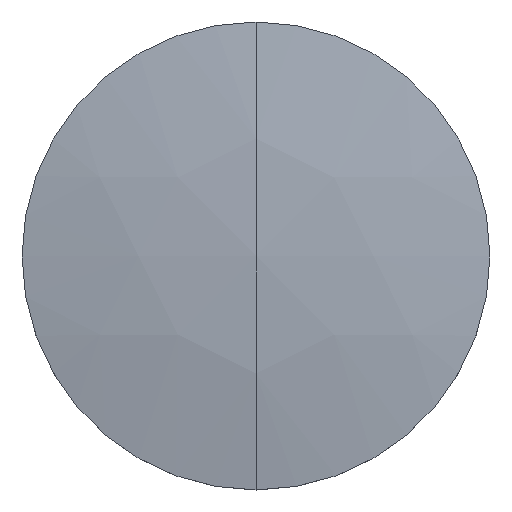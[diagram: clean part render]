
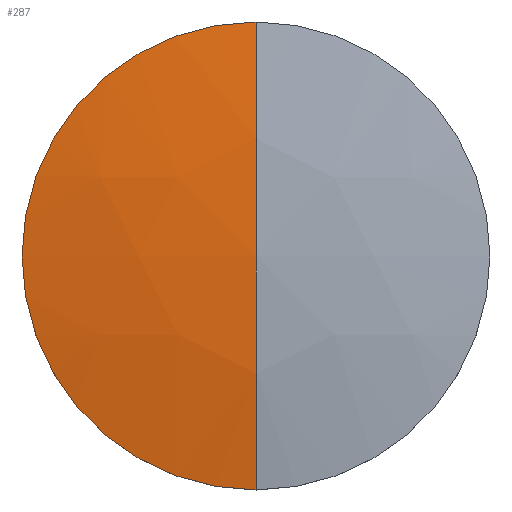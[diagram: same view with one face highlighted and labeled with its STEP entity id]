
A CAD part, top view. The second image highlights one B-rep face of the part: STEP entity #287.
In plain terms, the highlighted free-form (B-spline) face has degree [3, 3] with [4, 4] control points.
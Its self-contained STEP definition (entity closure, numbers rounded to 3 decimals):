
#6 = DIRECTION ( 'NONE',  ( 0., 0., -1. ) ) ;
#8 = DIRECTION ( 'NONE',  ( -1., 0., 0. ) ) ;
#19 = CARTESIAN_POINT ( 'NONE',  ( 0., -4.332, 4.397 ) ) ;
#41 = CARTESIAN_POINT ( 'NONE',  ( 0., 4.332, 4.397 ) ) ;
#53 = CIRCLE ( 'NONE', #232, 12.7 ) ;
#55 = CARTESIAN_POINT ( 'NONE',  ( -12.847, 4.332, 3.227 ) ) ;
#73 = ORIENTED_EDGE ( 'NONE', *, *, #123, .F. ) ;
#74 = CARTESIAN_POINT ( 'NONE',  ( -4.217, 12.851, 2.823 ) ) ;
#76 = DIRECTION ( 'NONE',  ( 0., 0., -1. ) ) ;
#89 = CIRCLE ( 'NONE', #280, 70.76 ) ;
#91 = EDGE_CURVE ( 'NONE', #192, #226, #89, .T. ) ;
#104 = CARTESIAN_POINT ( 'NONE',  ( -12.563, 12.851, 1.68 ) ) ;
#107 = VERTEX_POINT ( 'NONE', #126 ) ;
#123 = EDGE_CURVE ( 'NONE', #192, #107, #250, .T. ) ;
#126 = CARTESIAN_POINT ( 'NONE',  ( -12.7, 0., 2.851 ) ) ;
#132 = CARTESIAN_POINT ( 'NONE',  ( -8.416, -12.851, 2.441 ) ) ;
#150 = EDGE_LOOP ( 'NONE', ( #73, #204, #163 ) ) ;
#152 = DIRECTION ( 'NONE',  ( 1., 0., 0. ) ) ;
#155 = AXIS2_PLACEMENT_3D ( 'NONE', #240, #6, #152 ) ;
#156 = CARTESIAN_POINT ( 'NONE',  ( -4.312, 4.332, 4.397 ) ) ;
#163 = ORIENTED_EDGE ( 'NONE', *, *, #270, .F. ) ;
#173 = CARTESIAN_POINT ( 'NONE',  ( -8.606, -4.332, 4.006 ) ) ;
#192 = VERTEX_POINT ( 'NONE', #283 ) ;
#194 = DIRECTION ( 'NONE',  ( 0., -1., 0. ) ) ;
#201 = CARTESIAN_POINT ( 'NONE',  ( -8.606, 4.332, 4.006 ) ) ;
#203 = CARTESIAN_POINT ( 'NONE',  ( -4.217, -12.851, 2.823 ) ) ;
#204 = ORIENTED_EDGE ( 'NONE', *, *, #91, .T. ) ;
#205 = CARTESIAN_POINT ( 'NONE',  ( 0., -12.851, 2.823 ) ) ;
#212 = FACE_OUTER_BOUND ( 'NONE', #150, .T. ) ;
#218 = CARTESIAN_POINT ( 'NONE',  ( 0., 0., -66.76 ) ) ;
#223 = CARTESIAN_POINT ( 'NONE',  ( 0., 12.851, 2.823 ) ) ;
#224 = CARTESIAN_POINT ( 'NONE',  ( 0., 0., 2.851 ) ) ;
#226 = VERTEX_POINT ( 'NONE', #266 ) ;
#232 = AXIS2_PLACEMENT_3D ( 'NONE', #224, #76, #268 ) ;
#235 =( BOUNDED_SURFACE ( )  B_SPLINE_SURFACE ( 3, 3, ( 
 ( #205, #203, #132, #288 ),
 ( #19, #269, #173, #289 ),
 ( #41, #156, #201, #55 ),
 ( #223, #74, #241, #104 ) ),
 .UNSPECIFIED., .F., .F., .T. ) 
 B_SPLINE_SURFACE_WITH_KNOTS ( ( 4, 4 ),
 ( 4, 4 ),
 ( 0., 1. ),
 ( 0., 1. ),
 .UNSPECIFIED. ) 
 GEOMETRIC_REPRESENTATION_ITEM ( )  RATIONAL_B_SPLINE_SURFACE ( (
 ( 1., 0.997, 0.997, 1.),
 ( 0.989, 0.986, 0.986, 0.989),
 ( 0.989, 0.986, 0.986, 0.989),
 ( 1., 0.997, 0.997, 1.) ) ) 
 REPRESENTATION_ITEM ( '' )  SURFACE ( )  );
#240 = CARTESIAN_POINT ( 'NONE',  ( 0., 0., 2.851 ) ) ;
#241 = CARTESIAN_POINT ( 'NONE',  ( -8.416, 12.851, 2.441 ) ) ;
#250 = CIRCLE ( 'NONE', #155, 12.7 ) ;
#266 = CARTESIAN_POINT ( 'NONE',  ( 0., 12.7, 2.851 ) ) ;
#268 = DIRECTION ( 'NONE',  ( 1., 0., 0. ) ) ;
#269 = CARTESIAN_POINT ( 'NONE',  ( -4.312, -4.332, 4.397 ) ) ;
#270 = EDGE_CURVE ( 'NONE', #107, #226, #53, .T. ) ;
#280 = AXIS2_PLACEMENT_3D ( 'NONE', #218, #8, #194 ) ;
#283 = CARTESIAN_POINT ( 'NONE',  ( 0., -12.7, 2.851 ) ) ;
#287 = ADVANCED_FACE ( 'NONE', ( #212 ), #235, .T. ) ;
#288 = CARTESIAN_POINT ( 'NONE',  ( -12.563, -12.851, 1.68 ) ) ;
#289 = CARTESIAN_POINT ( 'NONE',  ( -12.847, -4.332, 3.227 ) ) ;
